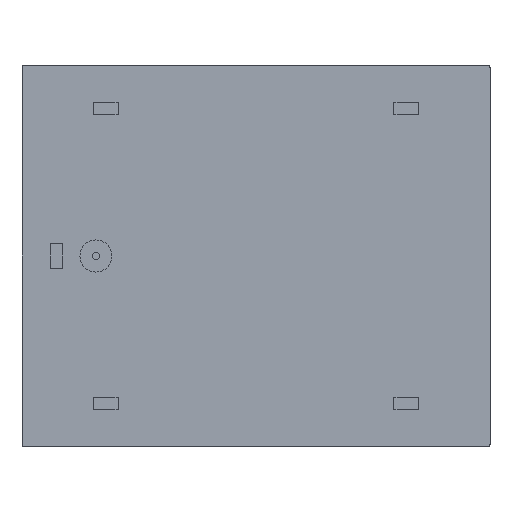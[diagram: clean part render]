
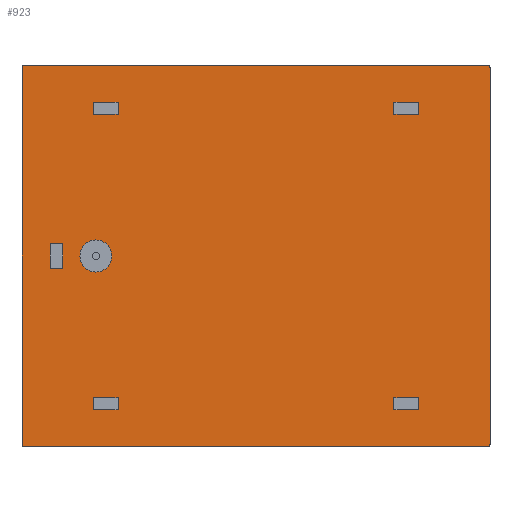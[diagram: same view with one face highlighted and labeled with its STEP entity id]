
A CAD part, front view. The second image highlights one B-rep face of the part: STEP entity #923.
In plain terms, the highlighted planar face has unit normal (0, -1, 0).
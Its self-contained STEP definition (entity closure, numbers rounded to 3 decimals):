
#46=FACE_BOUND('',#200,.T.);
#47=FACE_BOUND('',#201,.T.);
#48=FACE_BOUND('',#202,.T.);
#49=FACE_BOUND('',#203,.T.);
#50=FACE_BOUND('',#204,.T.);
#51=FACE_BOUND('',#205,.T.);
#89=PLANE('',#1015);
#143=FACE_OUTER_BOUND('',#199,.T.);
#199=EDGE_LOOP('',(#829,#830,#831,#832,#833,#834,#835,#836));
#200=EDGE_LOOP('',(#837));
#201=EDGE_LOOP('',(#838,#839,#840,#841));
#202=EDGE_LOOP('',(#842,#843,#844,#845));
#203=EDGE_LOOP('',(#846,#847,#848,#849));
#204=EDGE_LOOP('',(#850,#851,#852,#853));
#205=EDGE_LOOP('',(#854,#855,#856,#857));
#220=LINE('',#1311,#316);
#226=LINE('',#1336,#322);
#230=LINE('',#1344,#326);
#233=LINE('',#1350,#329);
#236=LINE('',#1355,#332);
#238=LINE('',#1361,#334);
#242=LINE('',#1369,#338);
#245=LINE('',#1375,#341);
#248=LINE('',#1380,#344);
#250=LINE('',#1386,#346);
#254=LINE('',#1394,#350);
#257=LINE('',#1400,#353);
#260=LINE('',#1405,#356);
#262=LINE('',#1411,#358);
#266=LINE('',#1419,#362);
#269=LINE('',#1425,#365);
#272=LINE('',#1430,#368);
#274=LINE('',#1436,#370);
#278=LINE('',#1444,#374);
#281=LINE('',#1450,#377);
#284=LINE('',#1455,#380);
#299=LINE('',#1514,#395);
#300=LINE('',#1517,#396);
#301=LINE('',#1519,#397);
#316=VECTOR('',#1054,10.);
#322=VECTOR('',#1082,10.);
#326=VECTOR('',#1088,10.);
#329=VECTOR('',#1093,10.);
#332=VECTOR('',#1098,10.);
#334=VECTOR('',#1104,10.);
#338=VECTOR('',#1110,10.);
#341=VECTOR('',#1115,10.);
#344=VECTOR('',#1120,10.);
#346=VECTOR('',#1126,10.);
#350=VECTOR('',#1132,10.);
#353=VECTOR('',#1137,10.);
#356=VECTOR('',#1142,10.);
#358=VECTOR('',#1148,10.);
#362=VECTOR('',#1154,10.);
#365=VECTOR('',#1159,10.);
#368=VECTOR('',#1164,10.);
#370=VECTOR('',#1170,10.);
#374=VECTOR('',#1176,10.);
#377=VECTOR('',#1181,10.);
#380=VECTOR('',#1186,10.);
#395=VECTOR('',#1259,10.);
#396=VECTOR('',#1264,10.);
#397=VECTOR('',#1267,10.);
#405=CIRCLE('',#956,0.65);
#410=CIRCLE('',#989,0.1);
#414=CIRCLE('',#995,0.1);
#418=CIRCLE('',#1002,0.1);
#421=CIRCLE('',#1007,0.1);
#435=VERTEX_POINT('',#1308);
#436=VERTEX_POINT('',#1310);
#441=VERTEX_POINT('',#1327);
#443=VERTEX_POINT('',#1334);
#444=VERTEX_POINT('',#1335);
#447=VERTEX_POINT('',#1343);
#449=VERTEX_POINT('',#1349);
#451=VERTEX_POINT('',#1359);
#452=VERTEX_POINT('',#1360);
#455=VERTEX_POINT('',#1368);
#457=VERTEX_POINT('',#1374);
#459=VERTEX_POINT('',#1384);
#460=VERTEX_POINT('',#1385);
#463=VERTEX_POINT('',#1393);
#465=VERTEX_POINT('',#1399);
#467=VERTEX_POINT('',#1409);
#468=VERTEX_POINT('',#1410);
#471=VERTEX_POINT('',#1418);
#473=VERTEX_POINT('',#1424);
#475=VERTEX_POINT('',#1434);
#476=VERTEX_POINT('',#1435);
#479=VERTEX_POINT('',#1443);
#481=VERTEX_POINT('',#1449);
#486=VERTEX_POINT('',#1466);
#487=VERTEX_POINT('',#1467);
#490=VERTEX_POINT('',#1478);
#494=VERTEX_POINT('',#1492);
#495=VERTEX_POINT('',#1493);
#497=VERTEX_POINT('',#1502);
#516=EDGE_CURVE('',#436,#435,#220,.T.);
#524=EDGE_CURVE('',#441,#441,#405,.T.);
#527=EDGE_CURVE('',#443,#444,#226,.T.);
#531=EDGE_CURVE('',#444,#447,#230,.T.);
#534=EDGE_CURVE('',#447,#449,#233,.T.);
#537=EDGE_CURVE('',#449,#443,#236,.T.);
#539=EDGE_CURVE('',#451,#452,#238,.T.);
#543=EDGE_CURVE('',#452,#455,#242,.T.);
#546=EDGE_CURVE('',#455,#457,#245,.T.);
#549=EDGE_CURVE('',#457,#451,#248,.T.);
#551=EDGE_CURVE('',#459,#460,#250,.T.);
#555=EDGE_CURVE('',#460,#463,#254,.T.);
#558=EDGE_CURVE('',#463,#465,#257,.T.);
#561=EDGE_CURVE('',#465,#459,#260,.T.);
#563=EDGE_CURVE('',#467,#468,#262,.T.);
#567=EDGE_CURVE('',#468,#471,#266,.T.);
#570=EDGE_CURVE('',#471,#473,#269,.T.);
#573=EDGE_CURVE('',#473,#467,#272,.T.);
#575=EDGE_CURVE('',#475,#476,#274,.T.);
#579=EDGE_CURVE('',#476,#479,#278,.T.);
#582=EDGE_CURVE('',#479,#481,#281,.T.);
#585=EDGE_CURVE('',#481,#475,#284,.T.);
#590=EDGE_CURVE('',#486,#487,#410,.T.);
#596=EDGE_CURVE('',#436,#490,#414,.T.);
#603=EDGE_CURVE('',#494,#495,#418,.T.);
#608=EDGE_CURVE('',#497,#435,#421,.T.);
#615=EDGE_CURVE('',#486,#490,#299,.T.);
#616=EDGE_CURVE('',#494,#487,#300,.T.);
#617=EDGE_CURVE('',#497,#495,#301,.T.);
#829=ORIENTED_EDGE('',*,*,#590,.F.);
#830=ORIENTED_EDGE('',*,*,#615,.T.);
#831=ORIENTED_EDGE('',*,*,#596,.F.);
#832=ORIENTED_EDGE('',*,*,#516,.T.);
#833=ORIENTED_EDGE('',*,*,#608,.F.);
#834=ORIENTED_EDGE('',*,*,#617,.T.);
#835=ORIENTED_EDGE('',*,*,#603,.F.);
#836=ORIENTED_EDGE('',*,*,#616,.T.);
#837=ORIENTED_EDGE('',*,*,#524,.T.);
#838=ORIENTED_EDGE('',*,*,#527,.T.);
#839=ORIENTED_EDGE('',*,*,#531,.T.);
#840=ORIENTED_EDGE('',*,*,#534,.T.);
#841=ORIENTED_EDGE('',*,*,#537,.T.);
#842=ORIENTED_EDGE('',*,*,#539,.T.);
#843=ORIENTED_EDGE('',*,*,#543,.T.);
#844=ORIENTED_EDGE('',*,*,#546,.T.);
#845=ORIENTED_EDGE('',*,*,#549,.T.);
#846=ORIENTED_EDGE('',*,*,#551,.T.);
#847=ORIENTED_EDGE('',*,*,#555,.T.);
#848=ORIENTED_EDGE('',*,*,#558,.T.);
#849=ORIENTED_EDGE('',*,*,#561,.T.);
#850=ORIENTED_EDGE('',*,*,#563,.T.);
#851=ORIENTED_EDGE('',*,*,#567,.T.);
#852=ORIENTED_EDGE('',*,*,#570,.T.);
#853=ORIENTED_EDGE('',*,*,#573,.T.);
#854=ORIENTED_EDGE('',*,*,#575,.T.);
#855=ORIENTED_EDGE('',*,*,#579,.T.);
#856=ORIENTED_EDGE('',*,*,#582,.T.);
#857=ORIENTED_EDGE('',*,*,#585,.T.);
#923=ADVANCED_FACE('',(#143,#46,#47,#48,#49,#50,#51),#89,.F.);
#956=AXIS2_PLACEMENT_3D('',#1328,#1073,#1074);
#989=AXIS2_PLACEMENT_3D('',#1468,#1200,#1201);
#995=AXIS2_PLACEMENT_3D('',#1479,#1214,#1215);
#1002=AXIS2_PLACEMENT_3D('',#1494,#1231,#1232);
#1007=AXIS2_PLACEMENT_3D('',#1503,#1243,#1244);
#1015=AXIS2_PLACEMENT_3D('',#1520,#1268,#1269);
#1054=DIRECTION('',(0.,0.,-1.));
#1073=DIRECTION('center_axis',(0.,1.,0.));
#1074=DIRECTION('ref_axis',(1.,0.,0.));
#1082=DIRECTION('',(-1.,0.,0.));
#1088=DIRECTION('',(0.,0.,1.));
#1093=DIRECTION('',(1.,0.,0.));
#1098=DIRECTION('',(0.,0.,-1.));
#1104=DIRECTION('',(-1.,0.,0.));
#1110=DIRECTION('',(0.,0.,1.));
#1115=DIRECTION('',(1.,0.,0.));
#1120=DIRECTION('',(0.,0.,-1.));
#1126=DIRECTION('',(-1.,0.,0.));
#1132=DIRECTION('',(0.,0.,1.));
#1137=DIRECTION('',(1.,0.,0.));
#1142=DIRECTION('',(0.,0.,-1.));
#1148=DIRECTION('',(0.,0.,-1.));
#1154=DIRECTION('',(-1.,0.,0.));
#1159=DIRECTION('',(0.,0.,1.));
#1164=DIRECTION('',(1.,0.,0.));
#1170=DIRECTION('',(0.,0.,-1.));
#1176=DIRECTION('',(-1.,0.,0.));
#1181=DIRECTION('',(0.,0.,1.));
#1186=DIRECTION('',(1.,0.,0.));
#1200=DIRECTION('center_axis',(0.,1.,0.));
#1201=DIRECTION('ref_axis',(0.707,0.,0.707));
#1214=DIRECTION('center_axis',(0.,1.,0.));
#1215=DIRECTION('ref_axis',(-0.707,0.,0.707));
#1231=DIRECTION('center_axis',(0.,1.,0.));
#1232=DIRECTION('ref_axis',(0.707,0.,-0.707));
#1243=DIRECTION('center_axis',(0.,1.,0.));
#1244=DIRECTION('ref_axis',(-0.707,0.,-0.707));
#1259=DIRECTION('',(-1.,0.,0.));
#1264=DIRECTION('',(0.,0.,1.));
#1267=DIRECTION('',(1.,0.,0.));
#1268=DIRECTION('center_axis',(0.,1.,0.));
#1269=DIRECTION('ref_axis',(1.,0.,0.));
#1308=CARTESIAN_POINT('',(-9.5,0.,-7.65));
#1310=CARTESIAN_POINT('',(-9.5,0.,7.65));
#1311=CARTESIAN_POINT('',(-9.5,0.,7.75));
#1327=CARTESIAN_POINT('',(-7.15,0.,0.));
#1328=CARTESIAN_POINT('Origin',(-6.5,0.,0.));
#1334=CARTESIAN_POINT('',(6.6,0.,-6.25));
#1335=CARTESIAN_POINT('',(5.6,0.,-6.25));
#1336=CARTESIAN_POINT('',(2.8,0.,-6.25));
#1343=CARTESIAN_POINT('',(5.6,0.,-5.75));
#1344=CARTESIAN_POINT('',(5.6,0.,-2.875));
#1349=CARTESIAN_POINT('',(6.6,0.,-5.75));
#1350=CARTESIAN_POINT('',(3.3,0.,-5.75));
#1355=CARTESIAN_POINT('',(6.6,0.,-3.125));
#1359=CARTESIAN_POINT('',(-5.6,0.,-6.25));
#1360=CARTESIAN_POINT('',(-6.6,0.,-6.25));
#1361=CARTESIAN_POINT('',(-3.3,0.,-6.25));
#1368=CARTESIAN_POINT('',(-6.6,0.,-5.75));
#1369=CARTESIAN_POINT('',(-6.6,0.,-2.875));
#1374=CARTESIAN_POINT('',(-5.6,0.,-5.75));
#1375=CARTESIAN_POINT('',(-2.8,0.,-5.75));
#1380=CARTESIAN_POINT('',(-5.6,0.,-3.125));
#1384=CARTESIAN_POINT('',(6.6,0.,5.75));
#1385=CARTESIAN_POINT('',(5.6,0.,5.75));
#1386=CARTESIAN_POINT('',(2.8,0.,5.75));
#1393=CARTESIAN_POINT('',(5.6,0.,6.25));
#1394=CARTESIAN_POINT('',(5.6,0.,3.125));
#1399=CARTESIAN_POINT('',(6.6,0.,6.25));
#1400=CARTESIAN_POINT('',(3.3,0.,6.25));
#1405=CARTESIAN_POINT('',(6.6,0.,2.875));
#1409=CARTESIAN_POINT('',(-7.85,0.,0.5));
#1410=CARTESIAN_POINT('',(-7.85,0.,-0.5));
#1411=CARTESIAN_POINT('',(-7.85,0.,-0.25));
#1418=CARTESIAN_POINT('',(-8.35,0.,-0.5));
#1419=CARTESIAN_POINT('',(-4.175,0.,-0.5));
#1424=CARTESIAN_POINT('',(-8.35,0.,0.5));
#1425=CARTESIAN_POINT('',(-8.35,0.,0.25));
#1430=CARTESIAN_POINT('',(-3.925,0.,0.5));
#1434=CARTESIAN_POINT('',(-5.6,0.,6.25));
#1435=CARTESIAN_POINT('',(-5.6,0.,5.75));
#1436=CARTESIAN_POINT('',(-5.6,0.,2.875));
#1443=CARTESIAN_POINT('',(-6.6,0.,5.75));
#1444=CARTESIAN_POINT('',(-3.3,0.,5.75));
#1449=CARTESIAN_POINT('',(-6.6,0.,6.25));
#1450=CARTESIAN_POINT('',(-6.6,0.,3.125));
#1455=CARTESIAN_POINT('',(-2.8,0.,6.25));
#1466=CARTESIAN_POINT('',(9.4,0.,7.75));
#1467=CARTESIAN_POINT('',(9.5,0.,7.65));
#1468=CARTESIAN_POINT('Origin',(9.4,0.,7.65));
#1478=CARTESIAN_POINT('',(-9.4,0.,7.75));
#1479=CARTESIAN_POINT('Origin',(-9.4,0.,7.65));
#1492=CARTESIAN_POINT('',(9.5,0.,-7.65));
#1493=CARTESIAN_POINT('',(9.4,0.,-7.75));
#1494=CARTESIAN_POINT('Origin',(9.4,0.,-7.65));
#1502=CARTESIAN_POINT('',(-9.4,0.,-7.75));
#1503=CARTESIAN_POINT('Origin',(-9.4,0.,-7.65));
#1514=CARTESIAN_POINT('',(9.5,0.,7.75));
#1517=CARTESIAN_POINT('',(9.5,0.,-7.75));
#1519=CARTESIAN_POINT('',(-9.5,0.,-7.75));
#1520=CARTESIAN_POINT('Origin',(0.,0.,0.));
